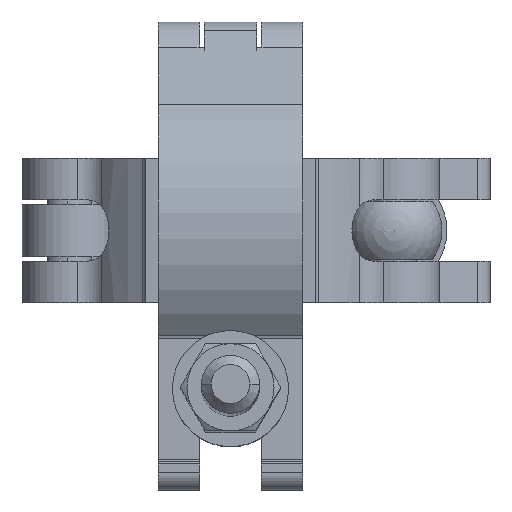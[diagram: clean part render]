
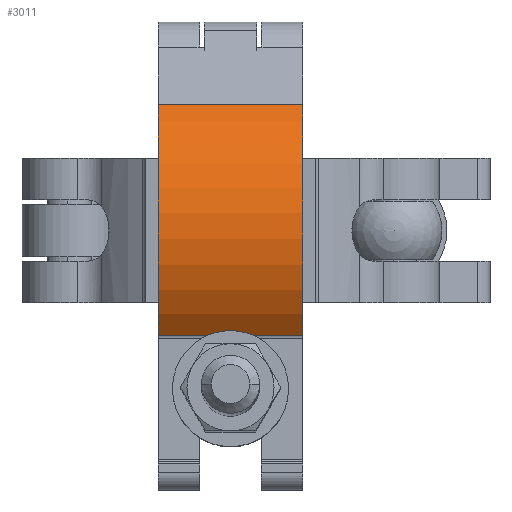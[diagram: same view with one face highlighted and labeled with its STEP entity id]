
A CAD part, front view. The second image highlights one B-rep face of the part: STEP entity #3011.
In plain terms, the highlighted cylindrical face has radius 33.1 mm (diameter 66.2 mm), a partial arc.
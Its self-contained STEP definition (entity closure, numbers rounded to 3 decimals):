
#42 = EDGE_CURVE ( 'NONE', #8087, #10730, #9085, .T. ) ;
#959 = FACE_OUTER_BOUND ( 'NONE', #4271, .T. ) ;
#991 = CIRCLE ( 'NONE', #1511, 33.1 ) ;
#1037 = CARTESIAN_POINT ( 'NONE',  ( 14.95, 31.477, -56.044 ) ) ;
#1511 = AXIS2_PLACEMENT_3D ( 'NONE', #4291, #10668, #5050 ) ;
#1731 = EDGE_CURVE ( 'NONE', #8087, #7199, #991, .T. ) ;
#1748 = DIRECTION ( 'NONE',  ( -1., 0., 0. ) ) ;
#1817 = CIRCLE ( 'NONE', #1819, 33.1 ) ;
#1819 = AXIS2_PLACEMENT_3D ( 'NONE', #10303, #2185, #11208 ) ;
#2120 = CARTESIAN_POINT ( 'NONE',  ( 14.95, 26.415, -8.218 ) ) ;
#2185 = DIRECTION ( 'NONE',  ( 1., 0., 0. ) ) ;
#2560 = AXIS2_PLACEMENT_3D ( 'NONE', #9971, #1748, #2562 ) ;
#2562 = DIRECTION ( 'NONE',  ( 0., 0., 1. ) ) ;
#3011 = ADVANCED_FACE ( 'NONE', ( #959 ), #4428, .T. ) ;
#3440 = ORIENTED_EDGE ( 'NONE', *, *, #11037, .F. ) ;
#4151 = EDGE_CURVE ( 'NONE', #10730, #5929, #1817, .T. ) ;
#4271 = EDGE_LOOP ( 'NONE', ( #11159, #3440, #10225, #11652 ) ) ;
#4291 = CARTESIAN_POINT ( 'NONE',  ( 14.95, 6.327, -34.525 ) ) ;
#4428 = CYLINDRICAL_SURFACE ( 'NONE', #2560, 33.1 ) ;
#5050 = DIRECTION ( 'NONE',  ( 0., 0., -1. ) ) ;
#5367 = DIRECTION ( 'NONE',  ( -1., 0., 0. ) ) ;
#5929 = VERTEX_POINT ( 'NONE', #7540 ) ;
#7199 = VERTEX_POINT ( 'NONE', #9374 ) ;
#7540 = CARTESIAN_POINT ( 'NONE',  ( -14.95, 26.415, -8.218 ) ) ;
#7786 = VECTOR ( 'NONE', #9061, 1000. ) ;
#8087 = VERTEX_POINT ( 'NONE', #1037 ) ;
#8102 = CARTESIAN_POINT ( 'NONE',  ( 14.95, 31.477, -56.044 ) ) ;
#9061 = DIRECTION ( 'NONE',  ( -1., 0., 0. ) ) ;
#9085 = LINE ( 'NONE', #8102, #7786 ) ;
#9219 = CARTESIAN_POINT ( 'NONE',  ( -14.95, 31.477, -56.044 ) ) ;
#9251 = VECTOR ( 'NONE', #5367, 1000. ) ;
#9374 = CARTESIAN_POINT ( 'NONE',  ( 14.95, 26.415, -8.218 ) ) ;
#9394 = LINE ( 'NONE', #2120, #9251 ) ;
#9971 = CARTESIAN_POINT ( 'NONE',  ( 14.95, 6.327, -34.525 ) ) ;
#10225 = ORIENTED_EDGE ( 'NONE', *, *, #1731, .F. ) ;
#10303 = CARTESIAN_POINT ( 'NONE',  ( -14.95, 6.327, -34.525 ) ) ;
#10668 = DIRECTION ( 'NONE',  ( 1., 0., 0. ) ) ;
#10730 = VERTEX_POINT ( 'NONE', #9219 ) ;
#11037 = EDGE_CURVE ( 'NONE', #7199, #5929, #9394, .T. ) ;
#11159 = ORIENTED_EDGE ( 'NONE', *, *, #4151, .T. ) ;
#11208 = DIRECTION ( 'NONE',  ( 0., 0., -1. ) ) ;
#11652 = ORIENTED_EDGE ( 'NONE', *, *, #42, .T. ) ;
